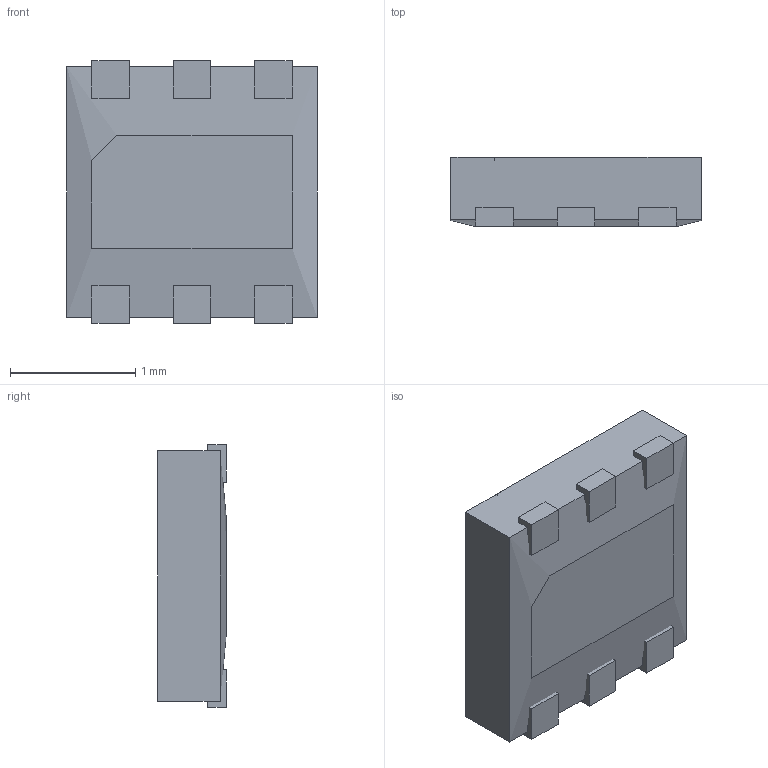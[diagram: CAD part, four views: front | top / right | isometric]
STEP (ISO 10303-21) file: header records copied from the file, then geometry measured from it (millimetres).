
FILE_DESCRIPTION (( 'STEP AP214' ), '1' );
FILE_NAME ( 'SON7P65_200X200X55L30X30T160X90.STEP', '2020-07-11T19:54:33', ( '' ), ( '' ), 'Part was generated with the free Library Expert Lite available at www.PCBLibraries.com. Removing line will violate the End User License Agreement.', '©2017 PCB Libraries, Inc.', '' );
FILE_SCHEMA (( 'AUTOMOTIVE_DESIGN' ));
Length unit declared in the file: millimetre
Products named in the file (1): SON7P65_200X200X55L30X30T160X90
Bounding box: 2 x 0.55 x 2.1 mm (x, y, z)
Volume: 2.1 mm3; surface area: 18.7 mm2
Topology: 8 solids, 8 shells, 70 faces, 157 edges, 104 vertices
Faces by surface type: plane 68, torus 2
Entity records: 2200 total; most frequent: CARTESIAN_POINT 331, ORIENTED_EDGE 312, DIRECTION 304, EDGE_CURVE 156, VECTOR 150, LINE 150, VERTEX_POINT 104, AXIS2_PLACEMENT_3D 77
